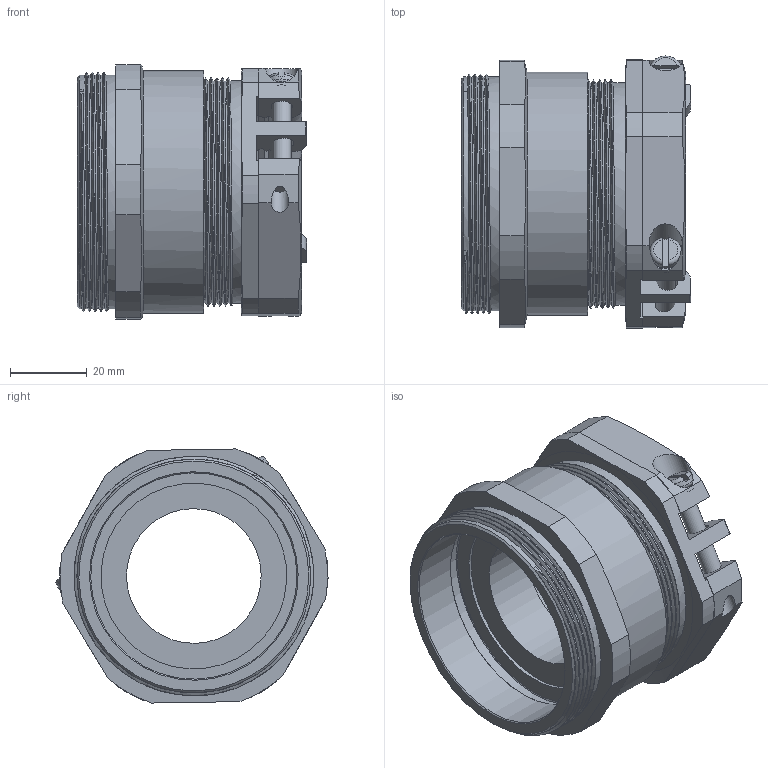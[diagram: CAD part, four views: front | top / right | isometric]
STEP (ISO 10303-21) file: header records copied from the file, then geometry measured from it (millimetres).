
FILE_DESCRIPTION(/* description */ ('Messing-KV mit zentrischer Zugentlastung Mutter M63/PG48'),/* implementation_level */ '2;1');
FILE_NAME(/* name */ '60009563-RST.stp',/* time_stamp */ '2015-06-02T08:39:52+02:00',/* author */ ('sl'),/* organization */ (''),/* preprocessor_version */ 'ST-DEVELOPER v15.2',/* originating_system */ 'Autodesk Inventor 2014',/* authorisation */ '');
FILE_SCHEMA (('CONFIG_CONTROL_DESIGN'));
Length unit declared in the file: millimetre
Products named in the file (8): Messing-KV-02-BT-0001-60009563; Messing-KV-02-BT-0002-60009563; Messing-KV-02-BT-0003-60009563; Messing-KV-02-BT-0004-60009563; Messing-KV-02-BT-0005-60009563; Messing-KV-02-BT-0006-60009563; Messing-KV-02-BT-0007-60009563; Messing-KV-02-BG-60009563
Assembly tree (9 placements, depth 2):
  Messing-KV-02-BG-60009563
    Messing-KV-02-BT-0001-60009563
    Messing-KV-02-BT-0002-60009563
    Messing-KV-02-BT-0003-60009563  x2
    Messing-KV-02-BT-0004-60009563
    Messing-KV-02-BT-0005-60009563
    Messing-KV-02-BT-0006-60009563
    Messing-KV-02-BT-0007-60009563  x2
Bounding box: 59.75 x 70.95 x 66.26 mm (x, y, z)
Volume: 76101.2 mm3; surface area: 57082.8 mm2
Topology: 9 solids, 9 shells, 232 faces, 582 edges, 376 vertices
Faces by surface type: plane 108, cylinder 82, cone 26, torus 10, bspline 6
Full cylindrical faces by diameter (mm): 4.6 x2, 4.9 x2, 5.3 x2, 5.5 x2, 8.35 x2, 8.6 x2, 35.14 x1, 41.5 x1, 41.7 x1, 43.96 x1, 44.16 x1, 45.93 x1, 46.13 x1, 47.99 x1, 48.45 x2, 53.8 x1, 56.85 x2, 56.9 x1, 57.86 x10, 58.089 x6, 60.978 x4, 63.42 x1
Entity records: 20349 total; most frequent: CARTESIAN_POINT 15827, DIRECTION 891, ORIENTED_EDGE 888, EDGE_CURVE 444, AXIS2_PLACEMENT_3D 353, VERTEX_POINT 306, EDGE_LOOP 258, ADVANCED_FACE 195
